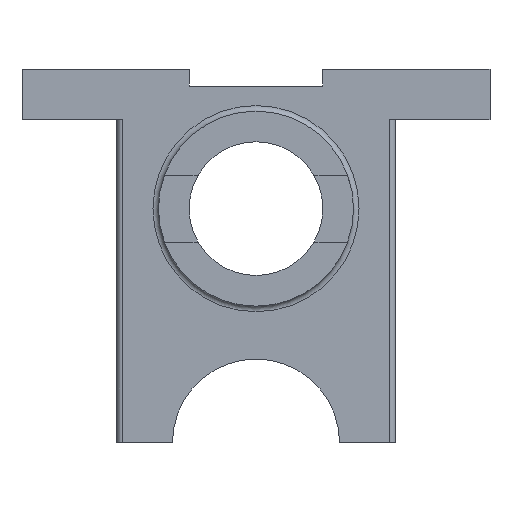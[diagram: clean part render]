
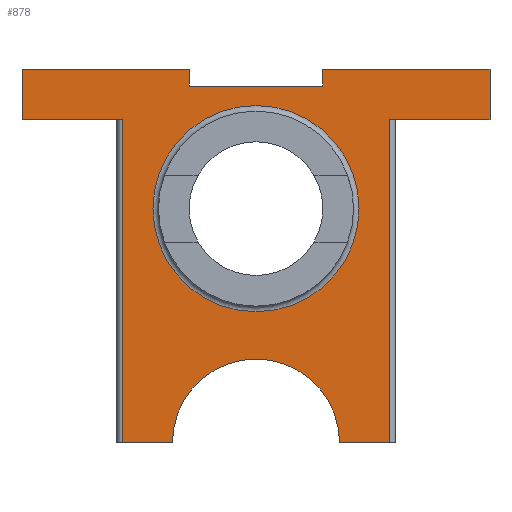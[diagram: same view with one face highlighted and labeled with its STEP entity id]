
A CAD part, front view. The second image highlights one B-rep face of the part: STEP entity #878.
In plain terms, the highlighted planar face has unit normal (0, -1, 0).
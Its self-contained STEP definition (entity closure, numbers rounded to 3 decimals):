
#14 = CARTESIAN_POINT ( 'NONE',  ( -15., -14., -42. ) ) ;
#25 = ORIENTED_EDGE ( 'NONE', *, *, #907, .F. ) ;
#30 = ORIENTED_EDGE ( 'NONE', *, *, #149, .T. ) ;
#38 = AXIS2_PLACEMENT_3D ( 'NONE', #84, #722, #849 ) ;
#84 = CARTESIAN_POINT ( 'NONE',  ( 0., -14., 0. ) ) ;
#95 = DIRECTION ( 'NONE',  ( 0., 0., 1. ) ) ;
#104 = CARTESIAN_POINT ( 'NONE',  ( 42., -14., 25. ) ) ;
#111 = CARTESIAN_POINT ( 'NONE',  ( 42., -14., 16. ) ) ;
#112 = DIRECTION ( 'NONE',  ( 0., 0., 1. ) ) ;
#120 = ORIENTED_EDGE ( 'NONE', *, *, #1454, .T. ) ;
#121 = LINE ( 'NONE', #1539, #786 ) ;
#133 = VERTEX_POINT ( 'NONE', #1077 ) ;
#149 = EDGE_CURVE ( 'NONE', #1861, #133, #1153, .T. ) ;
#150 = CARTESIAN_POINT ( 'NONE',  ( 24., -14., 16. ) ) ;
#186 = CARTESIAN_POINT ( 'NONE',  ( -24., -14., -42. ) ) ;
#188 = CARTESIAN_POINT ( 'NONE',  ( 0., -14., 0. ) ) ;
#202 = VECTOR ( 'NONE', #962, 1000. ) ;
#207 = VECTOR ( 'NONE', #2022, 1000. ) ;
#218 = LINE ( 'NONE', #522, #1666 ) ;
#248 = AXIS2_PLACEMENT_3D ( 'NONE', #188, #836, #2071 ) ;
#299 = VERTEX_POINT ( 'NONE', #2066 ) ;
#309 = ORIENTED_EDGE ( 'NONE', *, *, #1456, .F. ) ;
#342 = VERTEX_POINT ( 'NONE', #831 ) ;
#345 = LINE ( 'NONE', #186, #508 ) ;
#354 = LINE ( 'NONE', #1684, #711 ) ;
#375 = VERTEX_POINT ( 'NONE', #104 ) ;
#399 = EDGE_CURVE ( 'NONE', #1971, #497, #354, .T. ) ;
#402 = CARTESIAN_POINT ( 'NONE',  ( -24., -14., -42. ) ) ;
#404 = CARTESIAN_POINT ( 'NONE',  ( -42., -14., 25. ) ) ;
#421 = DIRECTION ( 'NONE',  ( 1., 0., 0. ) ) ;
#441 = VERTEX_POINT ( 'NONE', #736 ) ;
#458 = CARTESIAN_POINT ( 'NONE',  ( 0., -14., -42. ) ) ;
#465 = EDGE_CURVE ( 'NONE', #133, #1971, #1969, .T. ) ;
#497 = VERTEX_POINT ( 'NONE', #150 ) ;
#508 = VECTOR ( 'NONE', #834, 1000. ) ;
#510 = VECTOR ( 'NONE', #1440, 1000. ) ;
#522 = CARTESIAN_POINT ( 'NONE',  ( 12., -14., 0. ) ) ;
#539 = EDGE_CURVE ( 'NONE', #375, #1738, #1272, .T. ) ;
#544 = FACE_BOUND ( 'NONE', #1742, .T. ) ;
#559 = PLANE ( 'NONE',  #38 ) ;
#561 = VERTEX_POINT ( 'NONE', #1263 ) ;
#609 = DIRECTION ( 'NONE',  ( 0., 1., 0. ) ) ;
#635 = LINE ( 'NONE', #789, #783 ) ;
#711 = VECTOR ( 'NONE', #95, 1000. ) ;
#722 = DIRECTION ( 'NONE',  ( 0., 1., 0. ) ) ;
#736 = CARTESIAN_POINT ( 'NONE',  ( 12., -14., 22. ) ) ;
#753 = CIRCLE ( 'NONE', #248, 18.5 ) ;
#768 = CARTESIAN_POINT ( 'NONE',  ( -12., -14., 25. ) ) ;
#783 = VECTOR ( 'NONE', #1458, 1000. ) ;
#786 = VECTOR ( 'NONE', #421, 1000. ) ;
#789 = CARTESIAN_POINT ( 'NONE',  ( 0., -14., -42. ) ) ;
#795 = CARTESIAN_POINT ( 'NONE',  ( 42., -14., 0. ) ) ;
#822 = LINE ( 'NONE', #1469, #1154 ) ;
#831 = CARTESIAN_POINT ( 'NONE',  ( 0., -14., 18.5 ) ) ;
#834 = DIRECTION ( 'NONE',  ( 0., 0., -1. ) ) ;
#836 = DIRECTION ( 'NONE',  ( 0., 1., 0. ) ) ;
#837 = VERTEX_POINT ( 'NONE', #404 ) ;
#843 = DIRECTION ( 'NONE',  ( 0., 0., -1. ) ) ;
#849 = DIRECTION ( 'NONE',  ( 0., 0., 1. ) ) ;
#856 = EDGE_CURVE ( 'NONE', #1493, #375, #885, .T. ) ;
#878 = ADVANCED_FACE ( 'NONE', ( #544, #1367 ), #559, .F. ) ;
#885 = LINE ( 'NONE', #1339, #947 ) ;
#900 = CARTESIAN_POINT ( 'NONE',  ( 0., -14., -42. ) ) ;
#907 = EDGE_CURVE ( 'NONE', #561, #299, #1723, .T. ) ;
#919 = EDGE_CURVE ( 'NONE', #1738, #497, #1228, .T. ) ;
#947 = VECTOR ( 'NONE', #1020, 1000. ) ;
#962 = DIRECTION ( 'NONE',  ( 1., 0., 0. ) ) ;
#988 = VERTEX_POINT ( 'NONE', #768 ) ;
#997 = CARTESIAN_POINT ( 'NONE',  ( -12., -14., 0. ) ) ;
#998 = ORIENTED_EDGE ( 'NONE', *, *, #1530, .F. ) ;
#1003 = DIRECTION ( 'NONE',  ( 0., 0., 1. ) ) ;
#1020 = DIRECTION ( 'NONE',  ( 1., 0., 0. ) ) ;
#1062 = CARTESIAN_POINT ( 'NONE',  ( 0., -14., 16. ) ) ;
#1075 = ORIENTED_EDGE ( 'NONE', *, *, #465, .T. ) ;
#1077 = CARTESIAN_POINT ( 'NONE',  ( 15., -14., -42. ) ) ;
#1089 = ORIENTED_EDGE ( 'NONE', *, *, #856, .F. ) ;
#1099 = DIRECTION ( 'NONE',  ( 0., 0., 1. ) ) ;
#1107 = CARTESIAN_POINT ( 'NONE',  ( -12., -14., 22. ) ) ;
#1110 = LINE ( 'NONE', #1268, #202 ) ;
#1112 = VECTOR ( 'NONE', #1886, 1000. ) ;
#1138 = EDGE_CURVE ( 'NONE', #342, #342, #753, .T. ) ;
#1153 = CIRCLE ( 'NONE', #1892, 15. ) ;
#1154 = VECTOR ( 'NONE', #1099, 1000. ) ;
#1228 = LINE ( 'NONE', #1062, #1112 ) ;
#1249 = DIRECTION ( 'NONE',  ( -1., 0., 0. ) ) ;
#1263 = CARTESIAN_POINT ( 'NONE',  ( -24., -14., 16. ) ) ;
#1268 = CARTESIAN_POINT ( 'NONE',  ( 0., -14., 25. ) ) ;
#1272 = LINE ( 'NONE', #795, #510 ) ;
#1326 = ORIENTED_EDGE ( 'NONE', *, *, #1515, .F. ) ;
#1339 = CARTESIAN_POINT ( 'NONE',  ( 0., -14., 25. ) ) ;
#1367 = FACE_OUTER_BOUND ( 'NONE', #2011, .T. ) ;
#1396 = ORIENTED_EDGE ( 'NONE', *, *, #1138, .T. ) ;
#1405 = VERTEX_POINT ( 'NONE', #402 ) ;
#1422 = VECTOR ( 'NONE', #1249, 1000. ) ;
#1440 = DIRECTION ( 'NONE',  ( 0., 0., -1. ) ) ;
#1454 = EDGE_CURVE ( 'NONE', #1405, #1861, #635, .T. ) ;
#1455 = CARTESIAN_POINT ( 'NONE',  ( 24., -14., -42. ) ) ;
#1456 = EDGE_CURVE ( 'NONE', #837, #988, #1110, .T. ) ;
#1458 = DIRECTION ( 'NONE',  ( 1., 0., 0. ) ) ;
#1469 = CARTESIAN_POINT ( 'NONE',  ( -42., -14., 0. ) ) ;
#1473 = ORIENTED_EDGE ( 'NONE', *, *, #919, .F. ) ;
#1493 = VERTEX_POINT ( 'NONE', #1605 ) ;
#1515 = EDGE_CURVE ( 'NONE', #299, #837, #822, .T. ) ;
#1527 = EDGE_CURVE ( 'NONE', #561, #1405, #345, .T. ) ;
#1530 = EDGE_CURVE ( 'NONE', #988, #1959, #1755, .T. ) ;
#1539 = CARTESIAN_POINT ( 'NONE',  ( 0., -14., 22. ) ) ;
#1567 = ORIENTED_EDGE ( 'NONE', *, *, #399, .T. ) ;
#1595 = EDGE_CURVE ( 'NONE', #441, #1493, #218, .T. ) ;
#1605 = CARTESIAN_POINT ( 'NONE',  ( 12., -14., 25. ) ) ;
#1622 = ORIENTED_EDGE ( 'NONE', *, *, #1725, .F. ) ;
#1630 = ORIENTED_EDGE ( 'NONE', *, *, #1595, .F. ) ;
#1639 = ORIENTED_EDGE ( 'NONE', *, *, #1527, .T. ) ;
#1666 = VECTOR ( 'NONE', #1003, 1000. ) ;
#1684 = CARTESIAN_POINT ( 'NONE',  ( 24., -14., 16. ) ) ;
#1697 = VECTOR ( 'NONE', #843, 1000. ) ;
#1723 = LINE ( 'NONE', #1868, #1422 ) ;
#1725 = EDGE_CURVE ( 'NONE', #1959, #441, #121, .T. ) ;
#1738 = VERTEX_POINT ( 'NONE', #111 ) ;
#1742 = EDGE_LOOP ( 'NONE', ( #1396 ) ) ;
#1755 = LINE ( 'NONE', #997, #1697 ) ;
#1861 = VERTEX_POINT ( 'NONE', #14 ) ;
#1868 = CARTESIAN_POINT ( 'NONE',  ( 0., -14., 16. ) ) ;
#1886 = DIRECTION ( 'NONE',  ( -1., 0., 0. ) ) ;
#1892 = AXIS2_PLACEMENT_3D ( 'NONE', #458, #609, #112 ) ;
#1959 = VERTEX_POINT ( 'NONE', #1107 ) ;
#1969 = LINE ( 'NONE', #900, #207 ) ;
#1971 = VERTEX_POINT ( 'NONE', #1455 ) ;
#1986 = ORIENTED_EDGE ( 'NONE', *, *, #539, .F. ) ;
#2011 = EDGE_LOOP ( 'NONE', ( #1075, #1567, #1473, #1986, #1089, #1630, #1622, #998, #309, #1326, #25, #1639, #120, #30 ) ) ;
#2022 = DIRECTION ( 'NONE',  ( 1., 0., 0. ) ) ;
#2066 = CARTESIAN_POINT ( 'NONE',  ( -42., -14., 16. ) ) ;
#2071 = DIRECTION ( 'NONE',  ( 0., 0., 1. ) ) ;
